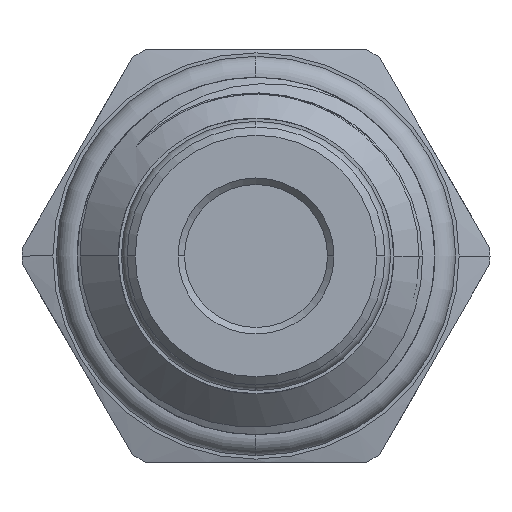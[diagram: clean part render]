
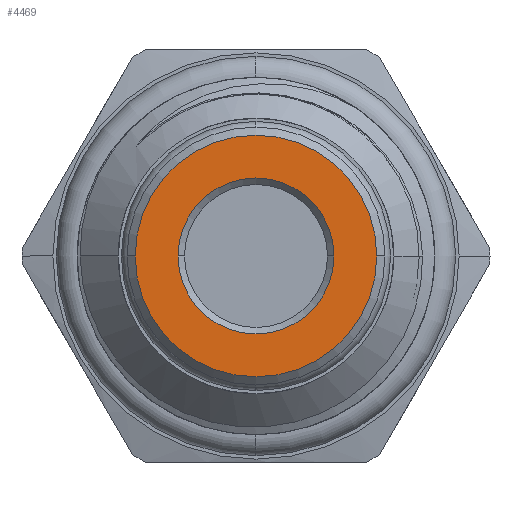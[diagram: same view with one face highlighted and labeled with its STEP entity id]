
A CAD part, left-side view. The second image highlights one B-rep face of the part: STEP entity #4469.
In plain terms, the highlighted planar face has unit normal (-1, 0, 0).
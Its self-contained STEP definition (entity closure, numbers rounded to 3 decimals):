
#75 = CIRCLE ( 'NONE', #3587, 4.8 ) ;
#511 = VERTEX_POINT ( 'NONE', #7056 ) ;
#534 = DIRECTION ( 'NONE',  ( 1., 0., 0. ) ) ;
#741 = EDGE_LOOP ( 'NONE', ( #8681, #3207 ) ) ;
#1174 = CARTESIAN_POINT ( 'NONE',  ( -70.8, 0., 0. ) ) ;
#1201 = DIRECTION ( 'NONE',  ( 0., 1., 0. ) ) ;
#1299 = EDGE_CURVE ( 'NONE', #8750, #7060, #7089, .T. ) ;
#1384 = CARTESIAN_POINT ( 'NONE',  ( -70.8, -7.435, 0. ) ) ;
#2552 = DIRECTION ( 'NONE',  ( -1., 0., 0. ) ) ;
#3048 = ORIENTED_EDGE ( 'NONE', *, *, #3201, .T. ) ;
#3167 = CIRCLE ( 'NONE', #4826, 7.435 ) ;
#3201 = EDGE_CURVE ( 'NONE', #511, #5542, #3581, .T. ) ;
#3207 = ORIENTED_EDGE ( 'NONE', *, *, #3582, .T. ) ;
#3234 = DIRECTION ( 'NONE',  ( 0., 1., 0. ) ) ;
#3419 = AXIS2_PLACEMENT_3D ( 'NONE', #5794, #5222, #1201 ) ;
#3581 = CIRCLE ( 'NONE', #3670, 4.8 ) ;
#3582 = EDGE_CURVE ( 'NONE', #7060, #8750, #3167, .T. ) ;
#3587 = AXIS2_PLACEMENT_3D ( 'NONE', #1174, #5956, #7259 ) ;
#3670 = AXIS2_PLACEMENT_3D ( 'NONE', #5285, #534, #5319 ) ;
#3738 = PLANE ( 'NONE',  #3419 ) ;
#4298 = DIRECTION ( 'NONE',  ( 0., 1., 0. ) ) ;
#4454 = EDGE_CURVE ( 'NONE', #5542, #511, #75, .T. ) ;
#4469 = ADVANCED_FACE ( 'NONE', ( #5611, #4633 ), #3738, .T. ) ;
#4525 = CARTESIAN_POINT ( 'NONE',  ( -70.8, 0., 0. ) ) ;
#4633 = FACE_OUTER_BOUND ( 'NONE', #741, .T. ) ;
#4826 = AXIS2_PLACEMENT_3D ( 'NONE', #8347, #5541, #4298 ) ;
#4862 = EDGE_LOOP ( 'NONE', ( #3048, #8344 ) ) ;
#5222 = DIRECTION ( 'NONE',  ( -1., 0., 0. ) ) ;
#5285 = CARTESIAN_POINT ( 'NONE',  ( -70.8, 0., 0. ) ) ;
#5319 = DIRECTION ( 'NONE',  ( 0., 1., 0. ) ) ;
#5539 = CARTESIAN_POINT ( 'NONE',  ( -70.8, -4.8, 0. ) ) ;
#5541 = DIRECTION ( 'NONE',  ( -1., 0., 0. ) ) ;
#5542 = VERTEX_POINT ( 'NONE', #5539 ) ;
#5611 = FACE_BOUND ( 'NONE', #4862, .T. ) ;
#5794 = CARTESIAN_POINT ( 'NONE',  ( -70.8, 0., 0. ) ) ;
#5956 = DIRECTION ( 'NONE',  ( 1., 0., 0. ) ) ;
#7056 = CARTESIAN_POINT ( 'NONE',  ( -70.8, 4.8, 0. ) ) ;
#7060 = VERTEX_POINT ( 'NONE', #7691 ) ;
#7089 = CIRCLE ( 'NONE', #7154, 7.435 ) ;
#7154 = AXIS2_PLACEMENT_3D ( 'NONE', #4525, #2552, #3234 ) ;
#7259 = DIRECTION ( 'NONE',  ( 0., 1., 0. ) ) ;
#7691 = CARTESIAN_POINT ( 'NONE',  ( -70.8, 7.435, 0. ) ) ;
#8344 = ORIENTED_EDGE ( 'NONE', *, *, #4454, .T. ) ;
#8347 = CARTESIAN_POINT ( 'NONE',  ( -70.8, 0., 0. ) ) ;
#8681 = ORIENTED_EDGE ( 'NONE', *, *, #1299, .T. ) ;
#8750 = VERTEX_POINT ( 'NONE', #1384 ) ;
